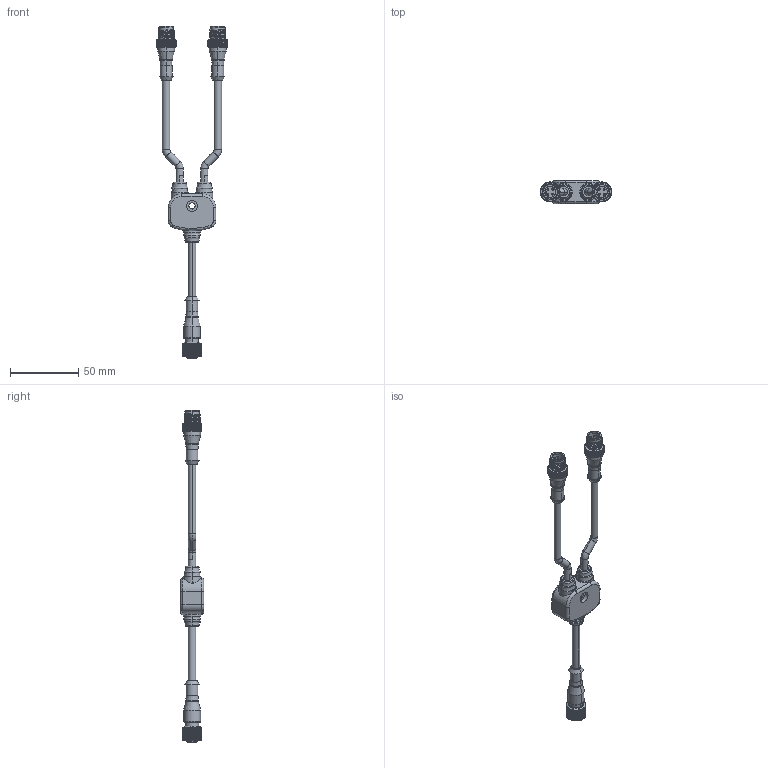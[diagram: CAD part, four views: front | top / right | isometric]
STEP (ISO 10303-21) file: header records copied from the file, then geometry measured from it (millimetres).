
FILE_DESCRIPTION((''),'2;1');
FILE_NAME('217557_ASM','2020-05-07T10:29:36',('PDMAdmin'),('BANNER ENGINEERING'),'CREO PARAMETRIC BY PTC INC, 2019292','CREO PARAMETRIC BY PTC INC, 2019292','');
FILE_SCHEMA(('CONFIG_CONTROL_DESIGN'));
Products named in the file (15): 143080; CABLE_550; 134203; 134571; 134566; 134569; 134568; CABLE_550_XXXXX; 133273; 133395; 133394; 133398_ASM; 122361; 79657_ASM; 217557_ASM
Assembly tree (25 placements, depth 4):
  217557_ASM
    79657_ASM
      143080
      CABLE_550
      134203
      134571
      134566  x5
      134569
      134568
      CABLE_550_XXXXX  x2
      133273  x2
      133398_ASM  x2
        133395
        133394
      122361  x2
Bounding box: 52.5 x 17.2 x 244.1 mm (x, y, z)
Volume: 31099.7 mm3; surface area: 21339.3 mm2
Topology: 27 solids, 27 shells, 8343 faces, 18254 edges, 10022 vertices
Faces by surface type: bspline 5300, cylinder 1940, plane 861, cone 146, torus 75, sphere 16, revolution 4, extrusion 1
Entity records: 303187 total; most frequent: CARTESIAN_POINT 209592, ORIENTED_EDGE 25330, EDGE_CURVE 12665, B_SPLINE_CURVE_WITH_KNOTS 10158, DIRECTION 7581, VERTEX_POINT 6894, EDGE_LOOP 5937, FACE_OUTER_BOUND 5853
